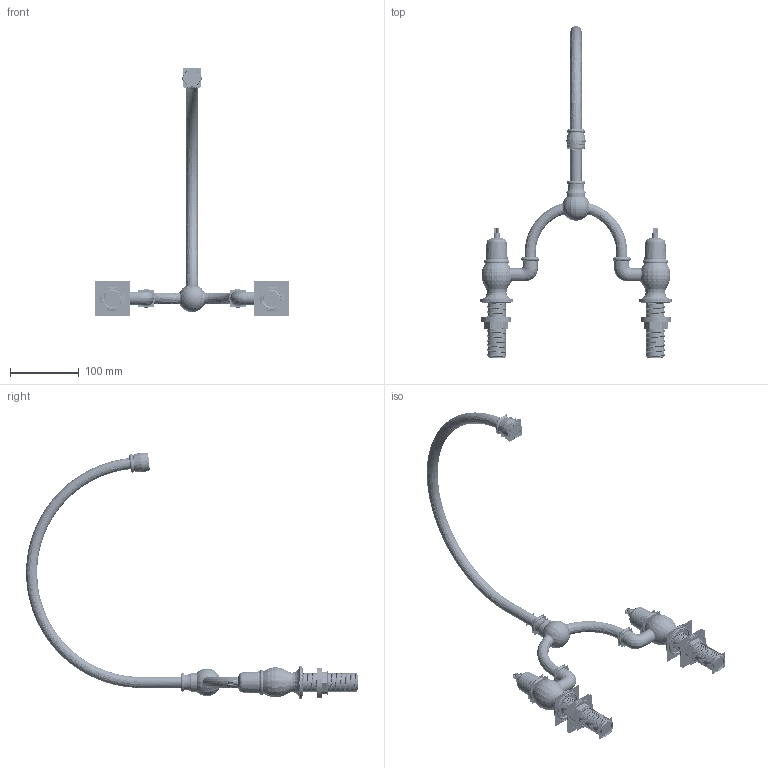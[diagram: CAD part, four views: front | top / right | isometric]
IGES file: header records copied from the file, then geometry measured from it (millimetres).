
Start section:  PTC IGES file: T25.igs
Global section: file name: T25.igs; native system: Pro/ENGINEER by Parametric Technology Corporation; preprocessor: 2010280; author: Administrator; organization: Unknown; date: 20201010.091139; units: millimetre
Bounding box: 279.92 x 480.98 x 358.57 mm (x, y, z)
Volume: 145093.7 mm3; surface area: 1716610.2 mm2
Topology: 10 solids, 118 shells, 3508 faces, 26718 edges, 39402 vertices
Faces by surface type: revolution 2570, bspline 938
